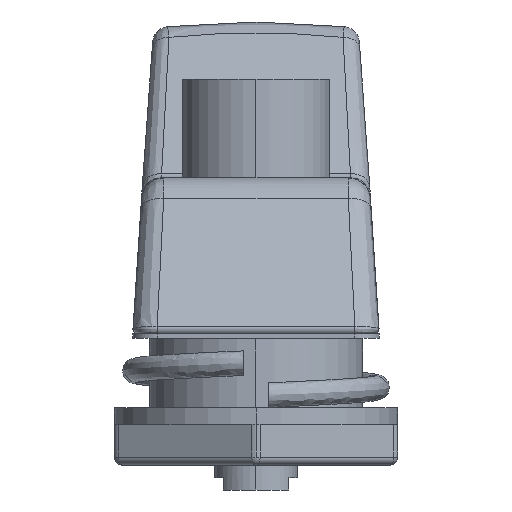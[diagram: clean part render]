
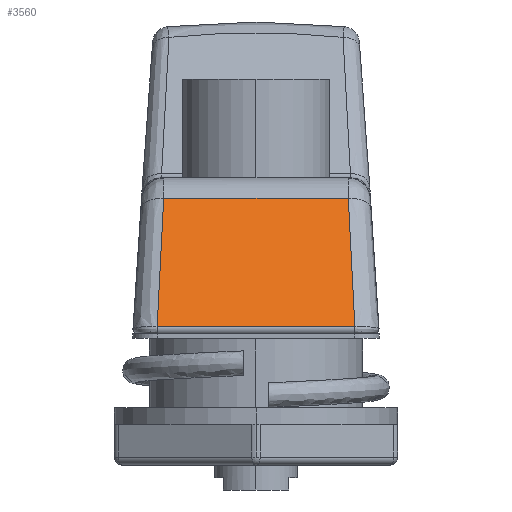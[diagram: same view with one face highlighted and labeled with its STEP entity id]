
A CAD part, left-side view. The second image highlights one B-rep face of the part: STEP entity #3560.
In plain terms, the highlighted planar face has unit normal (-0.865, 0, 0.501).
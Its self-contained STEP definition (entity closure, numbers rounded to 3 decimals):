
#2304 = CARTESIAN_POINT ( 'NONE',  ( -22.102, -11.815, 5.006 ) ) ;
#2305 = CARTESIAN_POINT ( 'NONE',  ( -22.482, -11.847, 4.35 ) ) ;
#2306 = CARTESIAN_POINT ( 'NONE',  ( -22.577, -11.855, 4.186 ) ) ;
#2307 = CARTESIAN_POINT ( 'NONE',  ( -22.615, -11.858, 4.119 ) ) ;
#2308 = CARTESIAN_POINT ( 'NONE',  ( -22.63, -11.86, 4.093 ) ) ;
#2309 = CARTESIAN_POINT ( 'NONE',  ( -22.656, -11.862, 4.048 ) ) ;
#2310 = CARTESIAN_POINT ( 'NONE',  ( -22.695, -11.865, 3.981 ) ) ;
#2311 = CARTESIAN_POINT ( 'NONE',  ( -22.94, -11.887, 3.557 ) ) ;
#2312 = CARTESIAN_POINT ( 'NONE',  ( -23.568, -11.943, 2.473 ) ) ;
#2313 = CARTESIAN_POINT ( 'NONE',  ( -24.126, -11.998, 1.509 ) ) ;
#2314 = CARTESIAN_POINT ( 'NONE',  ( -24.479, -12.035, 0.901 ) ) ;
#2399 = DIRECTION ( 'NONE',  ( -0.501, 0., -0.865 ) ) ;
#2400 = DIRECTION ( 'NONE',  ( 0.865, 0., -0.501 ) ) ;
#2401 = CARTESIAN_POINT ( 'NONE',  ( -25., 15., 0. ) ) ;
#2402 = AXIS2_PLACEMENT_3D ( 'NONE', #2401, #2400, #2399 ) ;
#2403 = PLANE ( 'NONE',  #2402 ) ;
#2404 = FACE_OUTER_BOUND ( 'NONE', #3561, .T. ) ;
#2412 = CARTESIAN_POINT ( 'NONE',  ( -20.765, 11.708, 7.316 ) ) ;
#2413 = CARTESIAN_POINT ( 'NONE',  ( -20.464, 11.685, 7.835 ) ) ;
#2414 = CARTESIAN_POINT ( 'NONE',  ( -20.341, 11.675, 8.047 ) ) ;
#2415 = CARTESIAN_POINT ( 'NONE',  ( -20.278, 11.67, 8.156 ) ) ;
#2416 = CARTESIAN_POINT ( 'NONE',  ( -20.093, 11.656, 8.476 ) ) ;
#2417 = CARTESIAN_POINT ( 'NONE',  ( -19.492, 11.609, 9.514 ) ) ;
#2418 = CARTESIAN_POINT ( 'NONE',  ( -18.775, 11.552, 10.752 ) ) ;
#2419 = CARTESIAN_POINT ( 'NONE',  ( -18.207, 11.506, 11.733 ) ) ;
#2420 = CARTESIAN_POINT ( 'NONE',  ( -17.978, 11.486, 12.128 ) ) ;
#2421 = CARTESIAN_POINT ( 'NONE',  ( -17.887, 11.478, 12.285 ) ) ;
#2422 = CARTESIAN_POINT ( 'NONE',  ( -17.859, 11.476, 12.334 ) ) ;
#2423 = CARTESIAN_POINT ( 'NONE',  ( -17.847, 11.475, 12.355 ) ) ;
#2424 = CARTESIAN_POINT ( 'NONE',  ( -17.839, 11.474, 12.369 ) ) ;
#2425 = CARTESIAN_POINT ( 'NONE',  ( -24.479, -12.035, 0.901 ) ) ;
#2426 = DIRECTION ( 'NONE',  ( 0., -1., 0. ) ) ;
#2427 = VECTOR ( 'NONE', #2426, 1000. ) ;
#2428 = CARTESIAN_POINT ( 'NONE',  ( -24.479, 15., 0.901 ) ) ;
#2429 = LINE ( 'NONE', #2428, #2427 ) ;
#2430 = CARTESIAN_POINT ( 'NONE',  ( -17.837, 11.474, 12.373 ) ) ;
#2431 = CARTESIAN_POINT ( 'NONE',  ( -17.778, 11.469, 12.474 ) ) ;
#2432 = CARTESIAN_POINT ( 'NONE',  ( -16.901, 11.392, 13.99 ) ) ;
#2433 = CARTESIAN_POINT ( 'NONE',  ( -16.111, 11.313, 15.354 ) ) ;
#2434 = CARTESIAN_POINT ( 'NONE',  ( -15.444, 11.237, 16.505 ) ) ;
#2435 = CARTESIAN_POINT ( 'NONE',  ( -24.479, 12.035, 0.901 ) ) ;
#2436 = B_SPLINE_CURVE_WITH_KNOTS ( 'NONE', 3,
 ( #2434, #2433, #2432, #2431, #2430, #2424, #2423, #2422, #2421, #2420, #2419, #2418, #2417, #2416, #2415, #2414, #2413, #2412, #2557, #2556, #2555, #2554, #2553, #2552, #2551, #2550, #2549, #2548, #2547, #2546 ),
 .UNSPECIFIED., .F., .F.,
 ( 4, 1, 2, 2, 1, 1, 1, 1, 1, 1, 2, 2, 1, 1, 1, 1, 2, 2, 1, 1, 1, 4 ),
 ( 0., 0.235, 0.25, 0.252, 0.253, 0.257, 0.264, 0.294, 0.353, 0.47, 0.5, 0.514, 0.529, 0.588, 0.705, 0.735, 0.749, 0.753, 0.757, 0.764, 0.823, 0.94 ),
 .UNSPECIFIED. ) ;
#2437 = CARTESIAN_POINT ( 'NONE',  ( -15.444, 11.237, 16.505 ) ) ;
#2454 = B_SPLINE_CURVE_WITH_KNOTS ( 'NONE', 3,
 ( #2314, #2313, #2312, #2311, #2310, #2309, #2308, #2307, #2306, #2305, #2304, #2466, #2465, #2464, #2463, #2462, #2461, #2460, #2459, #2458, #2457, #2456, #2512, #2511, #2510, #2509, #2508, #2507, #2506, #2505 ),
 .UNSPECIFIED., .F., .F.,
 ( 4, 1, 1, 1, 2, 2, 1, 1, 1, 1, 2, 2, 1, 1, 1, 1, 1, 1, 2, 2, 1, 4 ),
 ( 0.06, 0.177, 0.236, 0.243, 0.247, 0.251, 0.265, 0.295, 0.412, 0.471, 0.486, 0.5, 0.53, 0.647, 0.706, 0.736, 0.743, 0.747, 0.748, 0.75, 0.765, 1. ),
 .UNSPECIFIED. ) ;
#2455 = CARTESIAN_POINT ( 'NONE',  ( -15.444, -11.237, 16.505 ) ) ;
#2456 = CARTESIAN_POINT ( 'NONE',  ( -17.887, -11.478, 12.285 ) ) ;
#2457 = CARTESIAN_POINT ( 'NONE',  ( -17.978, -11.486, 12.128 ) ) ;
#2458 = CARTESIAN_POINT ( 'NONE',  ( -18.207, -11.506, 11.733 ) ) ;
#2459 = CARTESIAN_POINT ( 'NONE',  ( -18.775, -11.552, 10.752 ) ) ;
#2460 = CARTESIAN_POINT ( 'NONE',  ( -19.492, -11.609, 9.514 ) ) ;
#2461 = CARTESIAN_POINT ( 'NONE',  ( -20.093, -11.656, 8.476 ) ) ;
#2462 = CARTESIAN_POINT ( 'NONE',  ( -20.278, -11.67, 8.156 ) ) ;
#2463 = CARTESIAN_POINT ( 'NONE',  ( -20.341, -11.675, 8.047 ) ) ;
#2464 = CARTESIAN_POINT ( 'NONE',  ( -20.464, -11.685, 7.835 ) ) ;
#2465 = CARTESIAN_POINT ( 'NONE',  ( -20.765, -11.708, 7.316 ) ) ;
#2466 = CARTESIAN_POINT ( 'NONE',  ( -21.485, -11.765, 6.071 ) ) ;
#2505 = CARTESIAN_POINT ( 'NONE',  ( -15.444, -11.237, 16.505 ) ) ;
#2506 = CARTESIAN_POINT ( 'NONE',  ( -16.111, -11.313, 15.354 ) ) ;
#2507 = CARTESIAN_POINT ( 'NONE',  ( -16.901, -11.392, 13.989 ) ) ;
#2508 = CARTESIAN_POINT ( 'NONE',  ( -17.778, -11.469, 12.474 ) ) ;
#2509 = CARTESIAN_POINT ( 'NONE',  ( -17.837, -11.474, 12.373 ) ) ;
#2510 = CARTESIAN_POINT ( 'NONE',  ( -17.839, -11.474, 12.369 ) ) ;
#2511 = CARTESIAN_POINT ( 'NONE',  ( -17.847, -11.475, 12.355 ) ) ;
#2512 = CARTESIAN_POINT ( 'NONE',  ( -17.859, -11.476, 12.334 ) ) ;
#2546 = CARTESIAN_POINT ( 'NONE',  ( -24.479, 12.035, 0.901 ) ) ;
#2547 = CARTESIAN_POINT ( 'NONE',  ( -24.126, 11.998, 1.509 ) ) ;
#2548 = CARTESIAN_POINT ( 'NONE',  ( -23.568, 11.943, 2.473 ) ) ;
#2549 = CARTESIAN_POINT ( 'NONE',  ( -22.94, 11.887, 3.557 ) ) ;
#2550 = CARTESIAN_POINT ( 'NONE',  ( -22.695, 11.865, 3.981 ) ) ;
#2551 = CARTESIAN_POINT ( 'NONE',  ( -22.656, 11.862, 4.048 ) ) ;
#2552 = CARTESIAN_POINT ( 'NONE',  ( -22.63, 11.86, 4.093 ) ) ;
#2553 = CARTESIAN_POINT ( 'NONE',  ( -22.615, 11.858, 4.119 ) ) ;
#2554 = CARTESIAN_POINT ( 'NONE',  ( -22.577, 11.855, 4.186 ) ) ;
#2555 = CARTESIAN_POINT ( 'NONE',  ( -22.482, 11.847, 4.35 ) ) ;
#2556 = CARTESIAN_POINT ( 'NONE',  ( -22.102, 11.815, 5.006 ) ) ;
#2557 = CARTESIAN_POINT ( 'NONE',  ( -21.485, 11.765, 6.071 ) ) ;
#2613 = DIRECTION ( 'NONE',  ( 0., 1., 0. ) ) ;
#2614 = VECTOR ( 'NONE', #2613, 1000. ) ;
#2615 = CARTESIAN_POINT ( 'NONE',  ( -15.444, 15., 16.505 ) ) ;
#2616 = LINE ( 'NONE', #2615, #2614 ) ;
#3560 = ADVANCED_FACE ( 'NONE', ( #2404 ), #2403, .F. ) ;
#3561 = EDGE_LOOP ( 'NONE', ( #3563, #3567, #3570, #3573 ) ) ;
#3563 = ORIENTED_EDGE ( 'NONE', *, *, #3564, .T. ) ;
#3564 = EDGE_CURVE ( 'NONE', #3565, #3566, #2436, .T. ) ;
#3565 = VERTEX_POINT ( 'NONE', #2437 ) ;
#3566 = VERTEX_POINT ( 'NONE', #2435 ) ;
#3567 = ORIENTED_EDGE ( 'NONE', *, *, #3568, .T. ) ;
#3568 = EDGE_CURVE ( 'NONE', #3566, #3569, #2429, .T. ) ;
#3569 = VERTEX_POINT ( 'NONE', #2425 ) ;
#3570 = ORIENTED_EDGE ( 'NONE', *, *, #3571, .T. ) ;
#3571 = EDGE_CURVE ( 'NONE', #3569, #3572, #2454, .T. ) ;
#3572 = VERTEX_POINT ( 'NONE', #2455 ) ;
#3573 = ORIENTED_EDGE ( 'NONE', *, *, #3619, .T. ) ;
#3619 = EDGE_CURVE ( 'NONE', #3572, #3565, #2616, .T. ) ;
